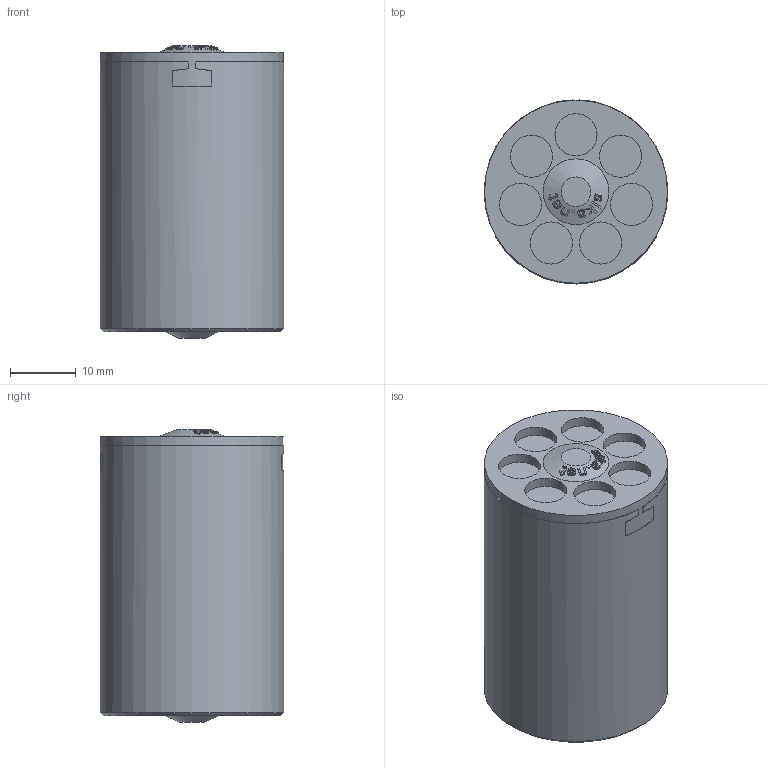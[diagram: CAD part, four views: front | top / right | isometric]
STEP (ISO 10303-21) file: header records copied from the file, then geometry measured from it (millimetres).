
FILE_DESCRIPTION(/* description */ (''),/* implementation_level */ '2;1');
FILE_NAME(/* name */ 'VY2590K50000YY_STEP.stp',/* time_stamp */ '2022-01-17T14:45:27+01:00',/* author */ ('grass'),/* organization */ (''),/* preprocessor_version */ 'ST-DEVELOPER v18',/* originating_system */ 'Autodesk Inventor 2020',/* authorisation */ '');
FILE_SCHEMA (('AUTOMOTIVE_DESIGN { 1 0 10303 214 3 1 1 }'));
Length unit declared in the file: millimetre
Products named in the file (1): Bauteil5
Bounding box: 27.9 x 27.9 x 44.5 mm (x, y, z)
Volume: 25695.1 mm3; surface area: 5158.1 mm2
Topology: 1 solids, 1 shells, 177 faces, 469 edges, 315 vertices
Faces by surface type: plane 85, bspline 64, cylinder 14, cone 14
Full cylindrical faces by diameter (mm): 2 x1, 6.4 x7, 27.8 x1, 27.9 x1
Entity records: 7851 total; most frequent: CARTESIAN_POINT 3960, ORIENTED_EDGE 938, DIRECTION 480, EDGE_CURVE 469, VERTEX_POINT 315, EDGE_LOOP 198, STYLED_ITEM 178, FACE_OUTER_BOUND 177
